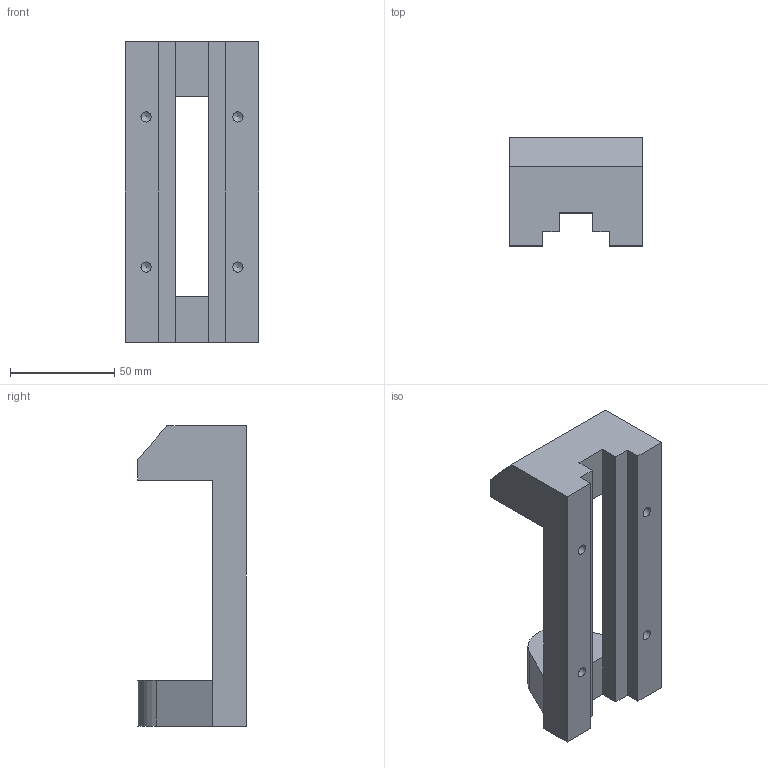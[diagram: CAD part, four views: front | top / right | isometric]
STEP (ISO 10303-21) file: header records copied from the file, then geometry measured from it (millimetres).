
FILE_DESCRIPTION(/* description */ (''),/* implementation_level */ '2;1');
FILE_NAME(/* name */ 'morsa_body.stp',/* time_stamp */ '2022-03-20T17:56:00-03:00',/* author */ ('Korch'),/* organization */ (''),/* preprocessor_version */ 'ST-DEVELOPER v18.1',/* originating_system */ 'Autodesk Inventor 2022',/* authorisation */ '');
FILE_SCHEMA (('AUTOMOTIVE_DESIGN { 1 0 10303 214 3 1 1 }'));
Length unit declared in the file: millimetre
Products named in the file (1): morsa_body
Bounding box: 64 x 52 x 144 mm (x, y, z)
Volume: 171939.3 mm3; surface area: 36526.6 mm2
Topology: 1 solids, 1 shells, 32 faces, 88 edges, 57 vertices
Faces by surface type: plane 22, cylinder 6, cone 4
Full cylindrical faces by diameter (mm): 4.917 x4, 13.835 x1
Entity records: 1042 total; most frequent: CARTESIAN_POINT 174, ORIENTED_EDGE 168, DIRECTION 162, EDGE_CURVE 84, LINE 72, VECTOR 72, VERTEX_POINT 56, AXIS2_PLACEMENT_3D 45
